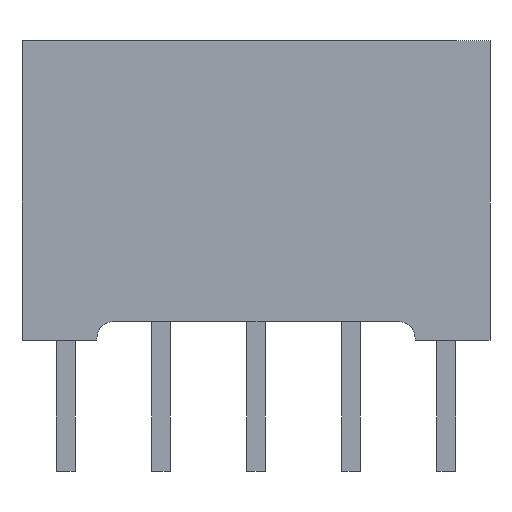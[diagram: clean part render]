
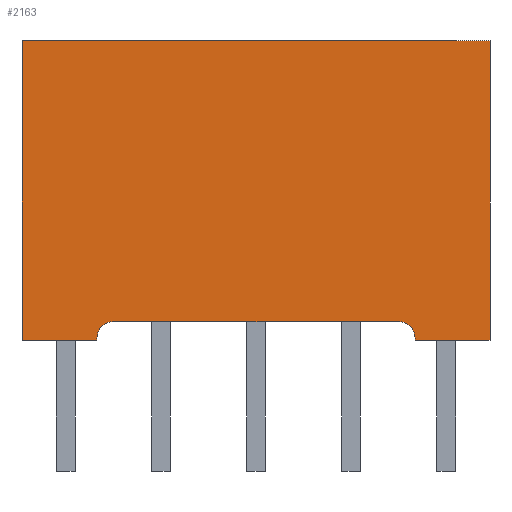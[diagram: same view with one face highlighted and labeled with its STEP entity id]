
A CAD part, front view. The second image highlights one B-rep face of the part: STEP entity #2163.
In plain terms, the highlighted planar face has unit normal (0, -1, 0).
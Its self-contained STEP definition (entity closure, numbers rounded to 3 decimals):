
#1239=VERTEX_POINT('NONE',#3354);
#1459=EDGE_CURVE('NONE',#1645,#1857,#3594,.T.);
#1515=VERTEX_POINT('NONE',#3654);
#1525=EDGE_CURVE('NONE',#1857,#2573,#3664,.T.);
#1615=VERTEX_POINT('NONE',#3767);
#1645=VERTEX_POINT('NONE',#3799);
#1789=VERTEX_POINT('NONE',#3962);
#1857=VERTEX_POINT('NONE',#4036);
#1889=VERTEX_POINT('NONE',#4069);
#2023=EDGE_CURVE('NONE',#1615,#1889,#4216,.T.);
#2061=VERTEX_POINT('NONE',#4258);
#2163=ADVANCED_FACE('NONE',(#4372),#4373,.T.);
#2337=VERTEX_POINT('NONE',#4572);
#2371=EDGE_CURVE('NONE',#1239,#1515,#4609,.T.);
#2573=VERTEX_POINT('NONE',#4833);
#2583=EDGE_CURVE('NONE',#2061,#1645,#4844,.T.);
#2753=EDGE_CURVE('NONE',#2337,#2061,#5027,.T.);
#2817=EDGE_CURVE('NONE',#1789,#1515,#5095,.T.);
#2873=EDGE_CURVE('NONE',#1889,#2337,#5156,.T.);
#2919=EDGE_CURVE('NONE',#2573,#1239,#5207,.T.);
#2921=EDGE_CURVE('NONE',#1615,#1789,#5209,.T.);
#3354=CARTESIAN_POINT('',(4.25,-9.5,0.));
#3594=LINE('',#6076,#6077);
#3654=CARTESIAN_POINT('',(6.25,-9.5,0.));
#3664=CIRCLE('',#6183,0.45);
#3767=CARTESIAN_POINT('',(-6.25,-9.5,8.0));
#3799=CARTESIAN_POINT('',(-3.8,-9.5,0.5));
#3962=CARTESIAN_POINT('',(6.25,-9.5,8.0));
#4036=CARTESIAN_POINT('',(3.8,-9.5,0.5));
#4069=CARTESIAN_POINT('',(-6.25,-9.5,0.));
#4216=LINE('',#6960,#6961);
#4258=CARTESIAN_POINT('',(-4.25,-9.5,0.05));
#4372=FACE_OUTER_BOUND('',#7165,.T.);
#4373=PLANE('',#7166);
#4572=CARTESIAN_POINT('',(-4.25,-9.5,0.));
#4609=LINE('',#7497,#7498);
#4833=CARTESIAN_POINT('',(4.25,-9.5,0.05));
#4844=CIRCLE('',#7851,0.45);
#5027=LINE('',#8108,#8109);
#5095=LINE('',#8219,#8220);
#5156=LINE('',#8304,#8305);
#5207=LINE('',#8382,#8383);
#5209=LINE('',#8386,#8387);
#6076=CARTESIAN_POINT('',(-6.25,-9.5,0.5));
#6077=VECTOR('',#9151,1000.0);
#6183=AXIS2_PLACEMENT_3D('',#9205,#9206,#9207);
#6960=CARTESIAN_POINT('',(-6.25,-9.5,0.));
#6961=VECTOR('',#9774,1000.0);
#7165=EDGE_LOOP('',(#9933,#9934,#9935,#9936,#9937,#9938,#9939,#9940,#9941,#9942));
#7166=AXIS2_PLACEMENT_3D('',#9943,#9944,#9945);
#7497=CARTESIAN_POINT('',(-6.25,-9.5,0.));
#7498=VECTOR('',#10214,1000.0);
#7851=AXIS2_PLACEMENT_3D('',#10452,#10453,#10454);
#8108=CARTESIAN_POINT('',(-4.25,-9.5,0.));
#8109=VECTOR('',#10613,1000.0);
#8219=CARTESIAN_POINT('',(6.25,-9.5,8.0));
#8220=VECTOR('',#10670,1000.0);
#8304=CARTESIAN_POINT('',(-6.25,-9.5,0.));
#8305=VECTOR('',#10728,1000.0);
#8382=CARTESIAN_POINT('',(4.25,-9.5,0.));
#8383=VECTOR('',#10790,1000.0);
#8386=CARTESIAN_POINT('',(-6.25,-9.5,8.0));
#8387=VECTOR('',#10791,1000.0);
#9151=DIRECTION('',(1.0,0.0,0.0));
#9205=CARTESIAN_POINT('',(3.8,-9.5,0.05));
#9206=DIRECTION('',(0.0,1.0,0.0));
#9207=DIRECTION('',(0.0,0.0,-1.0));
#9774=DIRECTION('',(0.0,-0.0,-1.0));
#9933=ORIENTED_EDGE('',*,*,#1459,.T.);
#9934=ORIENTED_EDGE('',*,*,#1525,.T.);
#9935=ORIENTED_EDGE('',*,*,#2919,.T.);
#9936=ORIENTED_EDGE('',*,*,#2371,.T.);
#9937=ORIENTED_EDGE('',*,*,#2817,.F.);
#9938=ORIENTED_EDGE('',*,*,#2921,.F.);
#9939=ORIENTED_EDGE('',*,*,#2023,.T.);
#9940=ORIENTED_EDGE('',*,*,#2873,.T.);
#9941=ORIENTED_EDGE('',*,*,#2753,.T.);
#9942=ORIENTED_EDGE('',*,*,#2583,.T.);
#9943=CARTESIAN_POINT('',(-6.25,-9.5,0.));
#9944=DIRECTION('',(0.0,-1.0,0.0));
#9945=DIRECTION('',(0.0,0.0,-1.0));
#10214=DIRECTION('',(1.0,0.0,0.0));
#10452=CARTESIAN_POINT('',(-3.8,-9.5,0.05));
#10453=DIRECTION('',(0.0,1.0,0.0));
#10454=DIRECTION('',(0.0,0.0,-1.0));
#10613=DIRECTION('',(-0.0,0.0,1.0));
#10670=DIRECTION('',(0.,0.0,-1.0));
#10728=DIRECTION('',(1.0,0.0,0.0));
#10790=DIRECTION('',(0.0,-0.0,-1.0));
#10791=DIRECTION('',(1.0,0.0,0.));
